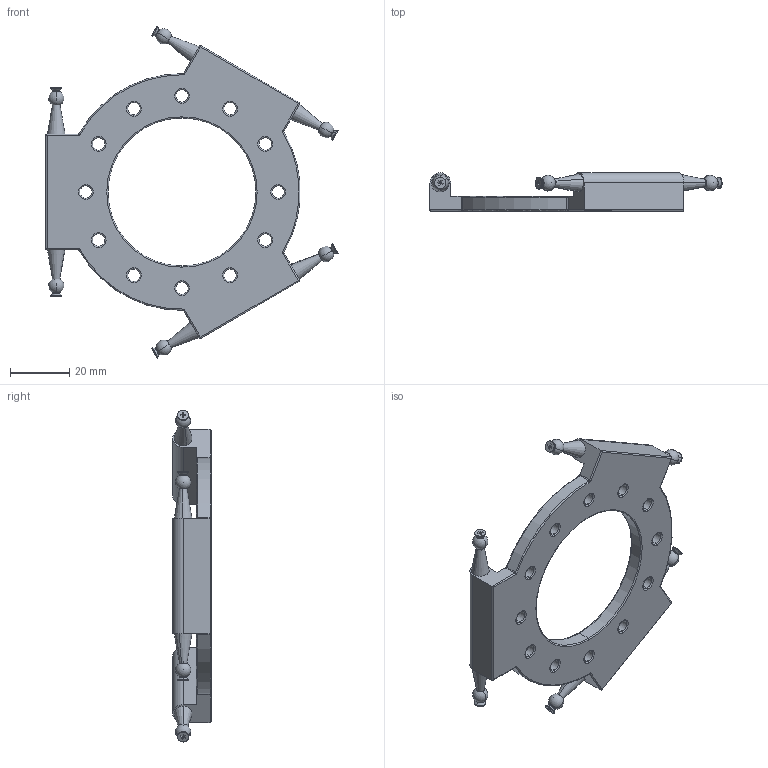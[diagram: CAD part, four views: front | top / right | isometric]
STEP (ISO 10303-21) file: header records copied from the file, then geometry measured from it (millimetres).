
FILE_DESCRIPTION (( 'STEP AP214' ), '1' );
FILE_NAME ('Platformssd.STEP', '2013-11-18T22:17:27', ( '' ), ( '' ), 'SwSTEP 2.0', 'SolidWorks 2014', '' );
FILE_SCHEMA (( 'AUTOMOTIVE_DESIGN' ));
Length unit declared in the file: millimetre
Products named in the file (5): Platform; countersunk flat head cross recess screw_din_ISO 7046-1 - M2 x 20 - Z --- 20N; Ball; Tapered_part; Platformssd
Assembly tree (19 placements, depth 2):
  Platformssd
    countersunk flat head cross recess screw_din_ISO 7046-1 - M2 x 20 - Z --- 20N  x6
    Ball  x6
    Platform
    Tapered_part  x6
Bounding box: 98.78 x 13 x 112.21 mm (x, y, z)
Volume: 25705.4 mm3; surface area: 15829.8 mm2
Topology: 19 solids, 19 shells, 615 faces, 1457 edges, 868 vertices
Faces by surface type: plane 254, cylinder 175, cone 90, torus 72, sphere 12, bspline 12
Entity records: 10555 total; most frequent: CARTESIAN_POINT 2443, DIRECTION 1672, ORIENTED_EDGE 1626, EDGE_CURVE 813, AXIS2_PLACEMENT_3D 621, VERTEX_POINT 484, VECTOR 430, LINE 430
